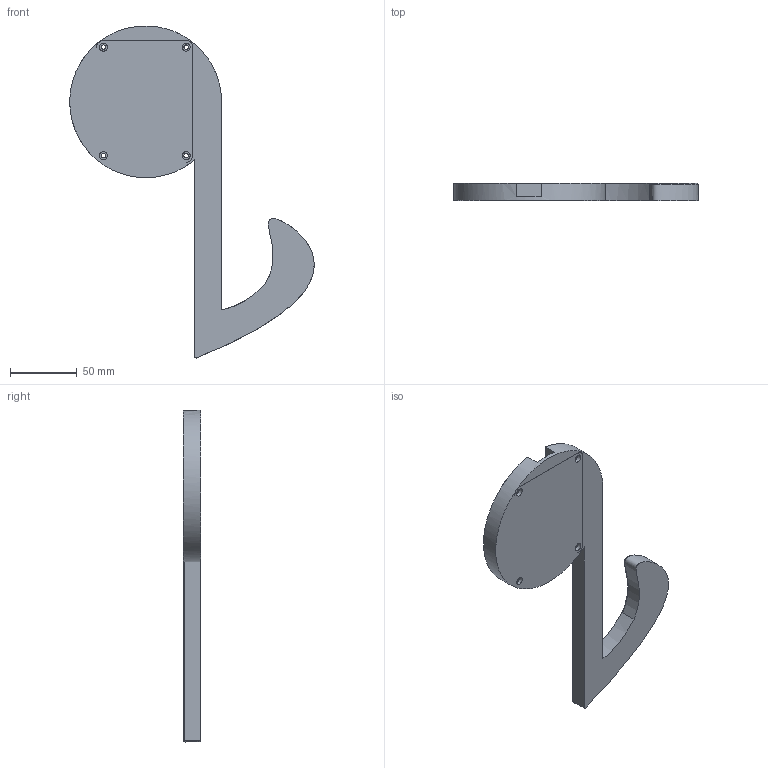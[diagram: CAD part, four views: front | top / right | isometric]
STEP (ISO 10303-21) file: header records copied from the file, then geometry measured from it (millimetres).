
FILE_DESCRIPTION(/* description */ (''),/* implementation_level */ '2;1');
FILE_NAME(/* name */ 'Board_Bottom v2.step',/* time_stamp */ '2025-12-06T10:28:24+04:00',/* author */ (''),/* organization */ (''),/* preprocessor_version */ 'ST-DEVELOPER v20.1',/* originating_system */ 'Autodesk Translation Framework v14.17.0.0',/* authorisation */ '');
FILE_SCHEMA (('AUTOMOTIVE_DESIGN { 1 0 10303 214 3 1 1 }'));
Length unit declared in the file: millimetre
Products named in the file (2): Board_Bottom; Component2
Assembly tree (1 placements, depth 2):
  Board_Bottom
    Component2
Bounding box: 183.18 x 13 x 248.92 mm (x, y, z)
Volume: 162291.8 mm3; surface area: 50369.3 mm2
Topology: 1 solids, 1 shells, 47 faces, 125 edges, 83 vertices
Faces by surface type: plane 25, cylinder 17, bspline 4, sphere 1
Full cylindrical faces by diameter (mm): 3.4 x4, 6 x4
Entity records: 1987 total; most frequent: CARTESIAN_POINT 751, ORIENTED_EDGE 250, DIRECTION 238, EDGE_CURVE 125, VERTEX_POINT 83, AXIS2_PLACEMENT_3D 81, LINE 76, VECTOR 76
